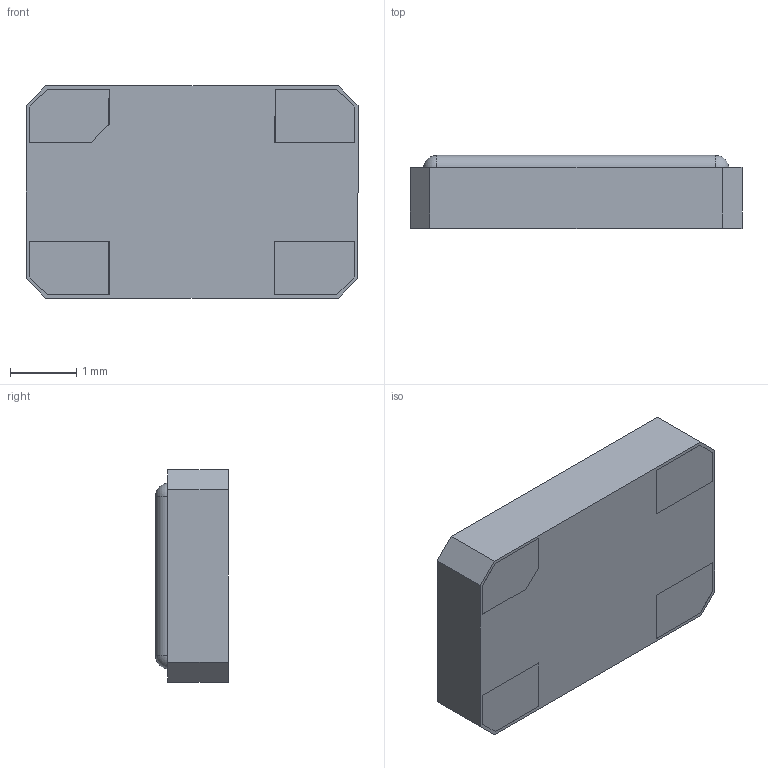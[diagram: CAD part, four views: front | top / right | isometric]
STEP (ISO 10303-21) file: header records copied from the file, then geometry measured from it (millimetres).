
FILE_DESCRIPTION (( 'STEP AP214' ), '1' );
FILE_NAME ('User Library-ABM3B.STEP', '2014-04-28T11:57:53', ( 'Windows User' ), ( '' ), 'SwSTEP 2.0', 'SolidWorks 2014', '' );
FILE_SCHEMA (( 'AUTOMOTIVE_DESIGN' ));
Length unit declared in the file: millimetre
Products named in the file (6): User Library-ABM3B_TAMPA_Valor predeterminado; User Library-ABM3B_PIN_1_Valor predeterminado; User Library-ABM3B_BASE_Valor predeterminado; User Library-ABM3B_PIN_2_3_4_Valor predeterminado; User Library-ABM3B_BLOCO_Valor predeterminado; User Library-ABM3B
Assembly tree (7 placements, depth 2):
  User Library-ABM3B
    User Library-ABM3B_BLOCO_Valor predeterminado
    User Library-ABM3B_PIN_2_3_4_Valor predeterminado  x3
    User Library-ABM3B_BASE_Valor predeterminado
    User Library-ABM3B_PIN_1_Valor predeterminado
    User Library-ABM3B_TAMPA_Valor predeterminado
Bounding box: 5 x 1.1 x 3.2 mm (x, y, z)
Volume: 16.7 mm3; surface area: 115.7 mm2
Topology: 7 solids, 7 shells, 185 faces, 468 edges, 308 vertices
Faces by surface type: plane 140, bspline 37, cylinder 4, sphere 4
Entity records: 6905 total; most frequent: CARTESIAN_POINT 2684, ORIENTED_EDGE 868, DIRECTION 660, EDGE_CURVE 434, LINE 348, VECTOR 348, VERTEX_POINT 288, EDGE_LOOP 186
